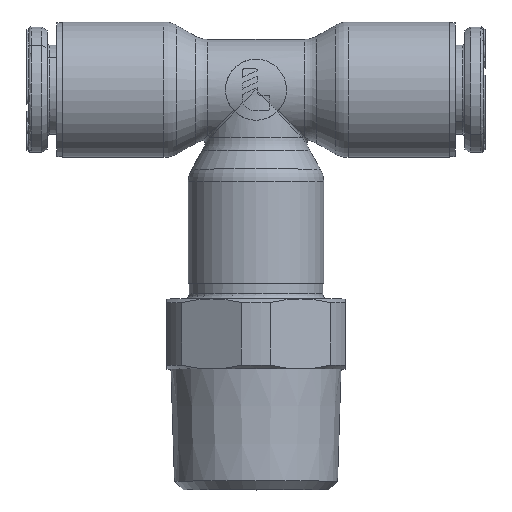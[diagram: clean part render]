
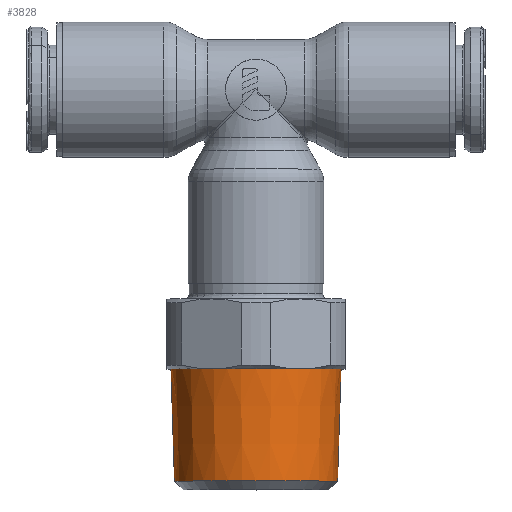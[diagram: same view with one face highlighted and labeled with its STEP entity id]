
A CAD part, top view. The second image highlights one B-rep face of the part: STEP entity #3828.
In plain terms, the highlighted conical face has half-angle 1.79 degrees and reference radius 6.547 mm.
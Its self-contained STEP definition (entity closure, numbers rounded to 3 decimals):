
#3828=ADVANCED_FACE('',(#7740),#7741,.T.);
#7740=FACE_OUTER_BOUND('',#15037,.T.);
#7741=CONICAL_SURFACE('',#15038,6.547,0.031);
#15037=EDGE_LOOP('',(#26253,#26254,#26255,#26256));
#15038=AXIS2_PLACEMENT_3D('',#26257,#26258,#26259);
#26253=ORIENTED_EDGE('',*,*,#30650,.F.);
#26254=ORIENTED_EDGE('',*,*,#28038,.F.);
#26255=ORIENTED_EDGE('',*,*,#30651,.F.);
#26256=ORIENTED_EDGE('',*,*,#28969,.T.);
#26257=CARTESIAN_POINT('',(0.0,-26.355,0.0));
#26258=DIRECTION('',(-0.0,1.0,-0.0));
#26259=DIRECTION('',(-1.0,0.0,0.0));
#28038=EDGE_CURVE('',#33302,#33298,#33304,.T.);
#28969=EDGE_CURVE('',#34839,#34838,#34841,.T.);
#30650=EDGE_CURVE('',#33298,#34838,#37274,.T.);
#30651=EDGE_CURVE('',#34839,#33302,#37275,.T.);
#33298=VERTEX_POINT('',#41093);
#33302=VERTEX_POINT('',#41098);
#33304=CIRCLE('',#41101,6.409);
#34838=VERTEX_POINT('',#44349);
#34839=VERTEX_POINT('',#44350);
#34841=CIRCLE('',#44352,6.685);
#37274=LINE('',#49183,#49184);
#37275=LINE('',#49185,#49186);
#41093=CARTESIAN_POINT('',(-6.409,-30.76,0.));
#41098=CARTESIAN_POINT('',(6.409,-30.76,0.0));
#41101=AXIS2_PLACEMENT_3D('',#52832,#52833,#52834);
#44349=CARTESIAN_POINT('',(-6.685,-21.95,0.0));
#44350=CARTESIAN_POINT('',(6.685,-21.95,0.));
#44352=AXIS2_PLACEMENT_3D('',#54036,#54037,#54038);
#49183=CARTESIAN_POINT('',(-6.547,-26.355,0.));
#49184=VECTOR('',#55938,1.0);
#49185=CARTESIAN_POINT('',(6.547,-26.355,0.));
#49186=VECTOR('',#55939,1.0);
#52832=CARTESIAN_POINT('',(0.0,-30.76,0.0));
#52833=DIRECTION('',(0.0,-1.0,0.0));
#52834=DIRECTION('',(-1.0,0.0,0.0));
#54036=CARTESIAN_POINT('',(0.0,-21.95,0.0));
#54037=DIRECTION('',(0.0,-1.0,0.0));
#54038=DIRECTION('',(-1.0,0.0,0.0));
#55938=DIRECTION('',(-0.031,1.,0.));
#55939=DIRECTION('',(-0.031,-1.,0.));
